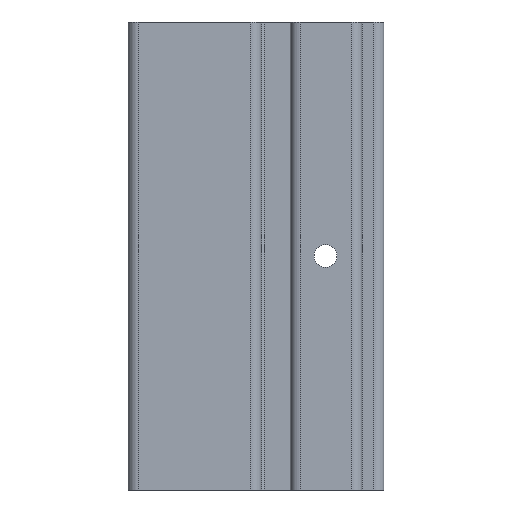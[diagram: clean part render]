
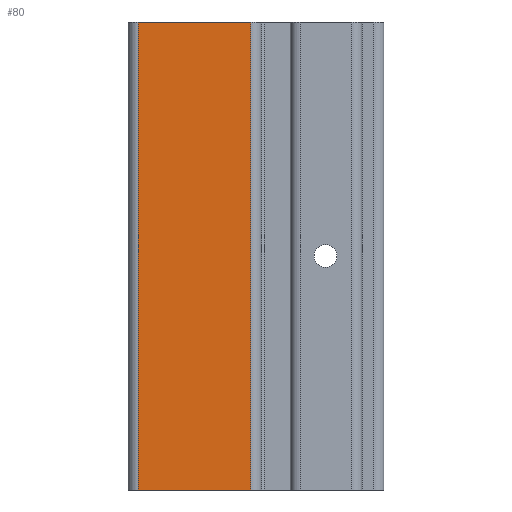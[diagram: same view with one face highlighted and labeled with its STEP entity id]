
A CAD part, front view. The second image highlights one B-rep face of the part: STEP entity #80.
In plain terms, the highlighted planar face has unit normal (0, -1, 0).
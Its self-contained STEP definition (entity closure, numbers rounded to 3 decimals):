
#80 = ADVANCED_FACE( '', ( #133 ), #134, .F. );
#133 = FACE_OUTER_BOUND( '', #232, .T. );
#134 = PLANE( '', #233 );
#232 = EDGE_LOOP( '', ( #394, #395, #396, #397 ) );
#233 = AXIS2_PLACEMENT_3D( '', #398, #399, #400 );
#394 = ORIENTED_EDGE( '', *, *, #773, .T. );
#395 = ORIENTED_EDGE( '', *, *, #774, .F. );
#396 = ORIENTED_EDGE( '', *, *, #728, .F. );
#397 = ORIENTED_EDGE( '', *, *, #772, .T. );
#398 = CARTESIAN_POINT( '', ( 0.7, 0., 16. ) );
#399 = DIRECTION( '', ( 0., 1., 0. ) );
#400 = DIRECTION( '', ( 0., 0., 1. ) );
#728 = EDGE_CURVE( '', #862, #864, #865, .T. );
#772 = EDGE_CURVE( '', #862, #947, #949, .T. );
#773 = EDGE_CURVE( '', #947, #950, #951, .T. );
#774 = EDGE_CURVE( '', #864, #950, #952, .T. );
#862 = VERTEX_POINT( '', #1085 );
#864 = VERTEX_POINT( '', #1087 );
#865 = LINE( '', #1088, #1089 );
#947 = VERTEX_POINT( '', #1193 );
#949 = LINE( '', #1195, #1196 );
#950 = VERTEX_POINT( '', #1197 );
#951 = LINE( '', #1198, #1199 );
#952 = LINE( '', #1200, #1201 );
#1085 = CARTESIAN_POINT( '', ( 0.7, 0., 16. ) );
#1087 = CARTESIAN_POINT( '', ( 8.4, 0., 16. ) );
#1088 = CARTESIAN_POINT( '', ( 0.7, 0., 16. ) );
#1089 = VECTOR( '', #1382, 1000. );
#1193 = CARTESIAN_POINT( '', ( 0.7, 0., -16. ) );
#1195 = CARTESIAN_POINT( '', ( 0.7, 0., 16. ) );
#1196 = VECTOR( '', #1468, 1000. );
#1197 = CARTESIAN_POINT( '', ( 8.4, 0., -16. ) );
#1198 = CARTESIAN_POINT( '', ( 0.7, 0., -16. ) );
#1199 = VECTOR( '', #1469, 1000. );
#1200 = CARTESIAN_POINT( '', ( 8.4, 0., 16. ) );
#1201 = VECTOR( '', #1470, 1000. );
#1382 = DIRECTION( '', ( 1., 0., 0. ) );
#1468 = DIRECTION( '', ( 0., 0., -1. ) );
#1469 = DIRECTION( '', ( 1., 0., 0. ) );
#1470 = DIRECTION( '', ( 0., 0., -1. ) );
